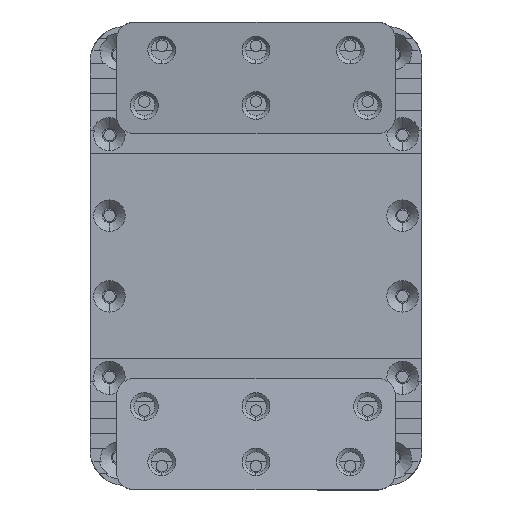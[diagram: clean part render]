
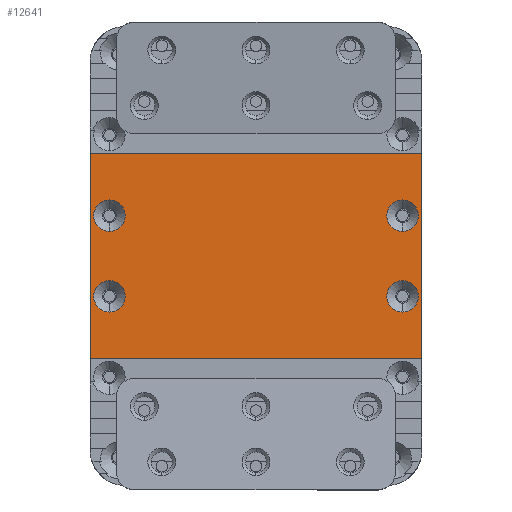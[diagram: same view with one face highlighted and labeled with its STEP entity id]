
A CAD part, front view. The second image highlights one B-rep face of the part: STEP entity #12641.
In plain terms, the highlighted planar face has unit normal (0, -1, 0).
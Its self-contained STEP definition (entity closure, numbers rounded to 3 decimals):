
#278 = ORIENTED_EDGE ( 'NONE', *, *, #11156, .T. ) ;
#708 = VERTEX_POINT ( 'NONE', #9066 ) ;
#885 = ORIENTED_EDGE ( 'NONE', *, *, #18049, .F. ) ;
#924 = EDGE_CURVE ( 'NONE', #3595, #16758, #9559, .T. ) ;
#1068 = CARTESIAN_POINT ( 'NONE',  ( 47.5, 4., 29.472 ) ) ;
#1458 = DIRECTION ( 'NONE',  ( 0., 1., 0. ) ) ;
#1523 = CARTESIAN_POINT ( 'NONE',  ( 47.5, 4., 29.472 ) ) ;
#1526 = CARTESIAN_POINT ( 'NONE',  ( -42., 4., 11.55 ) ) ;
#1639 = EDGE_CURVE ( 'NONE', #3162, #17349, #15388, .T. ) ;
#1655 = ORIENTED_EDGE ( 'NONE', *, *, #1639, .T. ) ;
#1986 = ORIENTED_EDGE ( 'NONE', *, *, #16379, .T. ) ;
#2009 = FACE_OUTER_BOUND ( 'NONE', #5148, .T. ) ;
#2194 = DIRECTION ( 'NONE',  ( 0., 1., 0. ) ) ;
#2209 = DIRECTION ( 'NONE',  ( 1., 0., 0. ) ) ;
#2441 = CARTESIAN_POINT ( 'NONE',  ( 42., 4., 11.55 ) ) ;
#3137 = VERTEX_POINT ( 'NONE', #5975 ) ;
#3162 = VERTEX_POINT ( 'NONE', #5768 ) ;
#3191 = LINE ( 'NONE', #5564, #12677 ) ;
#3300 = EDGE_CURVE ( 'NONE', #708, #16702, #16471, .T. ) ;
#3556 = DIRECTION ( 'NONE',  ( 0., 0., -1. ) ) ;
#3589 = EDGE_LOOP ( 'NONE', ( #1655, #7822 ) ) ;
#3595 = VERTEX_POINT ( 'NONE', #4335 ) ;
#3646 = DIRECTION ( 'NONE',  ( 0., 0., -1. ) ) ;
#4034 = VERTEX_POINT ( 'NONE', #1523 ) ;
#4042 = DIRECTION ( 'NONE',  ( 0., 0., -1. ) ) ;
#4099 = ORIENTED_EDGE ( 'NONE', *, *, #924, .T. ) ;
#4335 = CARTESIAN_POINT ( 'NONE',  ( 42., 4., 7.05 ) ) ;
#4629 = AXIS2_PLACEMENT_3D ( 'NONE', #11767, #2194, #14982 ) ;
#4682 = AXIS2_PLACEMENT_3D ( 'NONE', #1068, #13920, #6180 ) ;
#4976 = DIRECTION ( 'NONE',  ( 0., 1., 0. ) ) ;
#5001 = CARTESIAN_POINT ( 'NONE',  ( 42., 4., -11.55 ) ) ;
#5068 = CARTESIAN_POINT ( 'NONE',  ( 42., 4., -11.55 ) ) ;
#5148 = EDGE_LOOP ( 'NONE', ( #19990, #20408, #885, #13036 ) ) ;
#5247 = DIRECTION ( 'NONE',  ( 0., 1., 0. ) ) ;
#5564 = CARTESIAN_POINT ( 'NONE',  ( 47.5, 4., 29.472 ) ) ;
#5632 = CARTESIAN_POINT ( 'NONE',  ( 47.5, 4., -29.472 ) ) ;
#5676 = EDGE_CURVE ( 'NONE', #17349, #3162, #13228, .T. ) ;
#5768 = CARTESIAN_POINT ( 'NONE',  ( 42., 4., -16.05 ) ) ;
#5881 = VECTOR ( 'NONE', #3646, 1000. ) ;
#5975 = CARTESIAN_POINT ( 'NONE',  ( -47.5, 4., -29.472 ) ) ;
#6020 = FACE_BOUND ( 'NONE', #7500, .T. ) ;
#6034 = PLANE ( 'NONE',  #4682 ) ;
#6137 = AXIS2_PLACEMENT_3D ( 'NONE', #16789, #13499, #8879 ) ;
#6180 = DIRECTION ( 'NONE',  ( 0., 0., 1. ) ) ;
#6249 = CIRCLE ( 'NONE', #8536, 4.5 ) ;
#6282 = DIRECTION ( 'NONE',  ( 0., 1., 0. ) ) ;
#7284 = CARTESIAN_POINT ( 'NONE',  ( 47.5, 4., -29.472 ) ) ;
#7500 = EDGE_LOOP ( 'NONE', ( #4099, #17298 ) ) ;
#7757 = DIRECTION ( 'NONE',  ( 0., 0., -1. ) ) ;
#7822 = ORIENTED_EDGE ( 'NONE', *, *, #5676, .T. ) ;
#8313 = DIRECTION ( 'NONE',  ( 0., 1., 0. ) ) ;
#8333 = CARTESIAN_POINT ( 'NONE',  ( 42., 4., 16.05 ) ) ;
#8536 = AXIS2_PLACEMENT_3D ( 'NONE', #1526, #1458, #7757 ) ;
#8753 = AXIS2_PLACEMENT_3D ( 'NONE', #5068, #8313, #3556 ) ;
#8879 = DIRECTION ( 'NONE',  ( 0., 0., -1. ) ) ;
#9066 = CARTESIAN_POINT ( 'NONE',  ( -42., 4., 16.05 ) ) ;
#9181 = VECTOR ( 'NONE', #19476, 1000. ) ;
#9559 = CIRCLE ( 'NONE', #4629, 4.5 ) ;
#9760 = CARTESIAN_POINT ( 'NONE',  ( 42., 4., -7.05 ) ) ;
#9765 = CIRCLE ( 'NONE', #6137, 4.5 ) ;
#9854 = AXIS2_PLACEMENT_3D ( 'NONE', #5001, #6282, #17443 ) ;
#10033 = EDGE_CURVE ( 'NONE', #3137, #14505, #17664, .T. ) ;
#10445 = DIRECTION ( 'NONE',  ( -1., 0., 0. ) ) ;
#10692 = AXIS2_PLACEMENT_3D ( 'NONE', #19434, #5247, #16442 ) ;
#10791 = FACE_BOUND ( 'NONE', #3589, .T. ) ;
#11156 = EDGE_CURVE ( 'NONE', #17158, #17137, #16559, .T. ) ;
#11383 = CARTESIAN_POINT ( 'NONE',  ( 47.5, 4., -55.75 ) ) ;
#11767 = CARTESIAN_POINT ( 'NONE',  ( 42., 4., 11.55 ) ) ;
#12641 = ADVANCED_FACE ( 'NONE', ( #19277, #10791, #6020, #19516, #2009 ), #6034, .F. ) ;
#12677 = VECTOR ( 'NONE', #2209, 1000. ) ;
#13036 = ORIENTED_EDGE ( 'NONE', *, *, #10033, .F. ) ;
#13065 = CARTESIAN_POINT ( 'NONE',  ( -42., 4., 7.05 ) ) ;
#13132 = LINE ( 'NONE', #7284, #19638 ) ;
#13228 = CIRCLE ( 'NONE', #9854, 4.5 ) ;
#13499 = DIRECTION ( 'NONE',  ( 0., 1., 0. ) ) ;
#13621 = DIRECTION ( 'NONE',  ( 0., 1., 0. ) ) ;
#13920 = DIRECTION ( 'NONE',  ( 0., 1., 0. ) ) ;
#14379 = LINE ( 'NONE', #11383, #5881 ) ;
#14411 = CARTESIAN_POINT ( 'NONE',  ( -42., 4., 11.55 ) ) ;
#14505 = VERTEX_POINT ( 'NONE', #16641 ) ;
#14831 = EDGE_CURVE ( 'NONE', #4034, #19783, #14379, .T. ) ;
#14982 = DIRECTION ( 'NONE',  ( 0., 0., -1. ) ) ;
#15348 = AXIS2_PLACEMENT_3D ( 'NONE', #14411, #4976, #17767 ) ;
#15388 = CIRCLE ( 'NONE', #8753, 4.5 ) ;
#15482 = CARTESIAN_POINT ( 'NONE',  ( -42., 4., -16.05 ) ) ;
#15536 = ORIENTED_EDGE ( 'NONE', *, *, #20470, .T. ) ;
#15769 = CARTESIAN_POINT ( 'NONE',  ( -42., 4., -7.05 ) ) ;
#16088 = AXIS2_PLACEMENT_3D ( 'NONE', #2441, #13621, #4042 ) ;
#16379 = EDGE_CURVE ( 'NONE', #17137, #17158, #9765, .T. ) ;
#16442 = DIRECTION ( 'NONE',  ( 0., 0., -1. ) ) ;
#16471 = CIRCLE ( 'NONE', #15348, 4.5 ) ;
#16559 = CIRCLE ( 'NONE', #10692, 4.5 ) ;
#16641 = CARTESIAN_POINT ( 'NONE',  ( -47.5, 4., 29.472 ) ) ;
#16702 = VERTEX_POINT ( 'NONE', #13065 ) ;
#16758 = VERTEX_POINT ( 'NONE', #8333 ) ;
#16789 = CARTESIAN_POINT ( 'NONE',  ( -42., 4., -11.55 ) ) ;
#16936 = ORIENTED_EDGE ( 'NONE', *, *, #3300, .T. ) ;
#17137 = VERTEX_POINT ( 'NONE', #15482 ) ;
#17158 = VERTEX_POINT ( 'NONE', #15769 ) ;
#17298 = ORIENTED_EDGE ( 'NONE', *, *, #17631, .T. ) ;
#17349 = VERTEX_POINT ( 'NONE', #9760 ) ;
#17443 = DIRECTION ( 'NONE',  ( 0., 0., -1. ) ) ;
#17631 = EDGE_CURVE ( 'NONE', #16758, #3595, #18647, .T. ) ;
#17664 = LINE ( 'NONE', #17791, #9181 ) ;
#17767 = DIRECTION ( 'NONE',  ( 0., 0., -1. ) ) ;
#17791 = CARTESIAN_POINT ( 'NONE',  ( -47.5, 4., 55.75 ) ) ;
#18049 = EDGE_CURVE ( 'NONE', #14505, #4034, #3191, .T. ) ;
#18647 = CIRCLE ( 'NONE', #16088, 4.5 ) ;
#18663 = EDGE_CURVE ( 'NONE', #19783, #3137, #13132, .T. ) ;
#18919 = EDGE_LOOP ( 'NONE', ( #15536, #16936 ) ) ;
#19277 = FACE_BOUND ( 'NONE', #18919, .T. ) ;
#19434 = CARTESIAN_POINT ( 'NONE',  ( -42., 4., -11.55 ) ) ;
#19476 = DIRECTION ( 'NONE',  ( 0., 0., 1. ) ) ;
#19516 = FACE_BOUND ( 'NONE', #20603, .T. ) ;
#19638 = VECTOR ( 'NONE', #10445, 1000. ) ;
#19783 = VERTEX_POINT ( 'NONE', #5632 ) ;
#19990 = ORIENTED_EDGE ( 'NONE', *, *, #18663, .F. ) ;
#20408 = ORIENTED_EDGE ( 'NONE', *, *, #14831, .F. ) ;
#20470 = EDGE_CURVE ( 'NONE', #16702, #708, #6249, .T. ) ;
#20603 = EDGE_LOOP ( 'NONE', ( #1986, #278 ) ) ;
